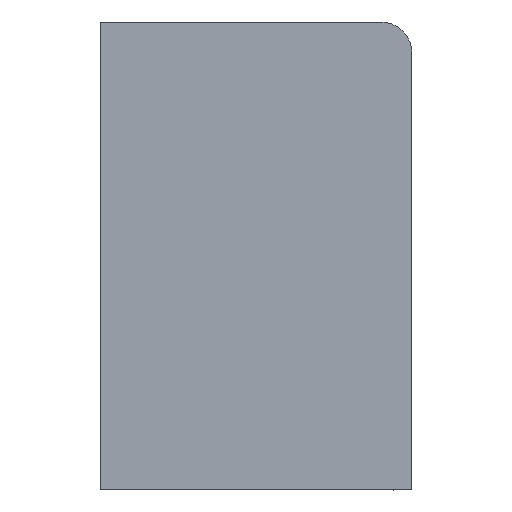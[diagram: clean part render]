
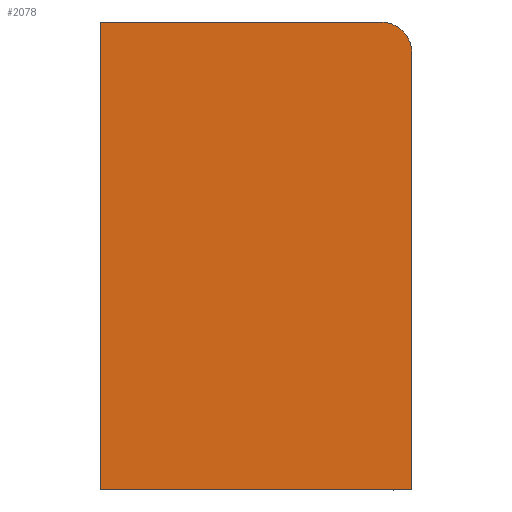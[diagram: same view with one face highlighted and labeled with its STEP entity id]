
A CAD part, left-side view. The second image highlights one B-rep face of the part: STEP entity #2078.
In plain terms, the highlighted planar face has unit normal (-1, 0, 0).
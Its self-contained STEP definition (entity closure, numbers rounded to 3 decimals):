
#98=CIRCLE('',#2221,5.);
#173=FACE_OUTER_BOUND('',#302,.T.);
#302=EDGE_LOOP('',(#1654,#1655,#1656,#1657,#1658));
#387=LINE('',#2887,#639);
#399=LINE('',#2919,#651);
#494=LINE('',#3167,#746);
#495=LINE('',#3168,#747);
#639=VECTOR('',#2347,10.);
#651=VECTOR('',#2369,10.);
#746=VECTOR('',#2594,10.);
#747=VECTOR('',#2595,10.);
#891=VERTEX_POINT('',#2884);
#892=VERTEX_POINT('',#2886);
#907=VERTEX_POINT('',#2917);
#994=VERTEX_POINT('',#3164);
#995=VERTEX_POINT('',#3166);
#1101=EDGE_CURVE('',#891,#892,#387,.T.);
#1117=EDGE_CURVE('',#891,#907,#399,.T.);
#1237=EDGE_CURVE('',#994,#907,#98,.T.);
#1238=EDGE_CURVE('',#995,#994,#494,.T.);
#1239=EDGE_CURVE('',#995,#892,#495,.T.);
#1654=ORIENTED_EDGE('',*,*,#1117,.T.);
#1655=ORIENTED_EDGE('',*,*,#1237,.F.);
#1656=ORIENTED_EDGE('',*,*,#1238,.F.);
#1657=ORIENTED_EDGE('',*,*,#1239,.T.);
#1658=ORIENTED_EDGE('',*,*,#1101,.F.);
#1981=PLANE('',#2220);
#2078=ADVANCED_FACE('',(#173),#1981,.T.);
#2220=AXIS2_PLACEMENT_3D('',#3163,#2590,#2591);
#2221=AXIS2_PLACEMENT_3D('',#3165,#2592,#2593);
#2347=DIRECTION('',(0.,1.,0.));
#2369=DIRECTION('',(0.,0.,1.));
#2590=DIRECTION('center_axis',(-1.,0.,0.));
#2591=DIRECTION('ref_axis',(0.,-1.,0.));
#2592=DIRECTION('center_axis',(1.,0.,0.));
#2593=DIRECTION('ref_axis',(0.,-0.707,0.707));
#2594=DIRECTION('',(0.,-1.,0.));
#2595=DIRECTION('',(0.,0.,-1.));
#2884=CARTESIAN_POINT('',(-25.,-30.,749.7));
#2886=CARTESIAN_POINT('',(-25.,20.,749.7));
#2887=CARTESIAN_POINT('',(-25.,-30.,749.7));
#2917=CARTESIAN_POINT('',(-25.,-30.,819.7));
#2919=CARTESIAN_POINT('',(-25.,-30.,751.7));
#3163=CARTESIAN_POINT('Origin',(-25.,20.,754.7));
#3164=CARTESIAN_POINT('',(-25.,-25.,824.7));
#3165=CARTESIAN_POINT('Origin',(-25.,-25.,819.7));
#3166=CARTESIAN_POINT('',(-25.,20.,824.7));
#3167=CARTESIAN_POINT('',(-25.,-30.,824.7));
#3168=CARTESIAN_POINT('',(-25.,20.,818.));
